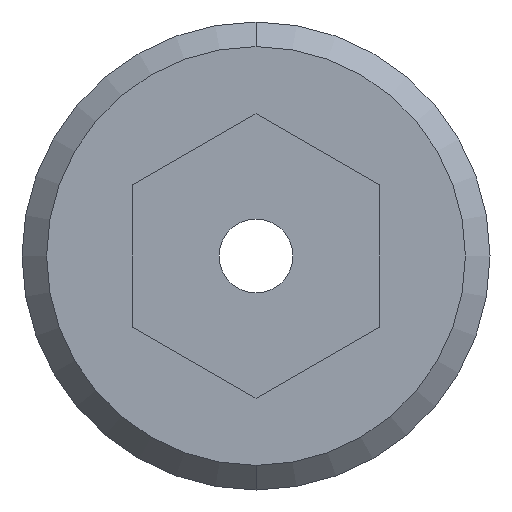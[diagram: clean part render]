
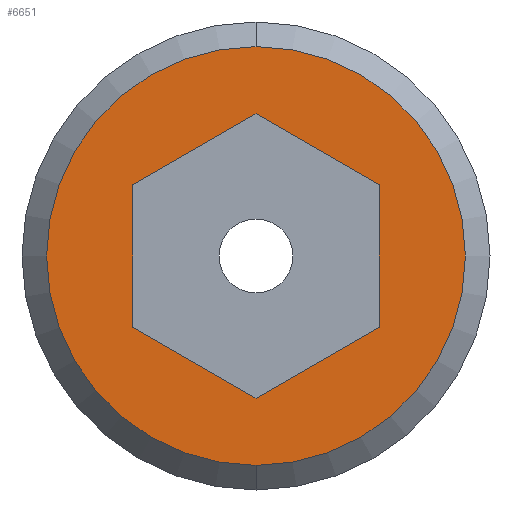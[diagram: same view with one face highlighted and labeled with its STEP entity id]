
A CAD part, left-side view. The second image highlights one B-rep face of the part: STEP entity #6651.
In plain terms, the highlighted planar face has unit normal (-1, 0, 0).
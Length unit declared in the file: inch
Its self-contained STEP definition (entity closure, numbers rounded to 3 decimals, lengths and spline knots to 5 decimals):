
#3106=CARTESIAN_POINT('',(-0.162,0.,0.));
#3107=DIRECTION('',(-1.,0.,0.));
#3108=DIRECTION('',(0.,1.,0.));
#3109=AXIS2_PLACEMENT_3D('',#3106,#3107,#3108);
#3124=DIRECTION('',(0.,0.5,0.866));
#3125=VECTOR('',#3124,0.08083);
#3126=CARTESIAN_POINT('',(-0.162,0.04041,-0.07));
#3127=LINE('',#3126,#3125);
#3128=DIRECTION('',(0.,1.,0.));
#3129=VECTOR('',#3128,0.08083);
#3130=CARTESIAN_POINT('',(-0.162,-0.04041,-0.07));
#3131=LINE('',#3130,#3129);
#3132=DIRECTION('',(0.,0.5,-0.866));
#3133=VECTOR('',#3132,0.08083);
#3134=CARTESIAN_POINT('',(-0.162,-0.08083,0.));
#3135=LINE('',#3134,#3133);
#3136=DIRECTION('',(0.,-0.5,-0.866));
#3137=VECTOR('',#3136,0.08083);
#3138=CARTESIAN_POINT('',(-0.162,-0.04041,0.07));
#3139=LINE('',#3138,#3137);
#3140=DIRECTION('',(0.,-1.,0.));
#3141=VECTOR('',#3140,0.08083);
#3142=CARTESIAN_POINT('',(-0.162,0.04041,0.07));
#3143=LINE('',#3142,#3141);
#3144=DIRECTION('',(0.,-0.5,0.866));
#3145=VECTOR('',#3144,0.08083);
#3146=CARTESIAN_POINT('',(-0.162,0.08083,0.));
#3147=LINE('',#3146,#3145);
#3148=CARTESIAN_POINT('',(-0.162,0.,0.));
#3149=DIRECTION('',(1.,0.,0.));
#3150=DIRECTION('',(0.,1.,0.));
#3151=AXIS2_PLACEMENT_3D('',#3148,#3149,#3150);
#3352=CARTESIAN_POINT('',(-0.162,0.119,0.));
#3353=CARTESIAN_POINT('',(-0.162,-0.119,0.));
#3354=VERTEX_POINT('',#3352);
#3355=VERTEX_POINT('',#3353);
#3372=CARTESIAN_POINT('',(-0.162,0.04041,-0.07));
#3373=CARTESIAN_POINT('',(-0.162,0.08083,0.));
#3374=VERTEX_POINT('',#3372);
#3375=VERTEX_POINT('',#3373);
#3376=CARTESIAN_POINT('',(-0.162,-0.04041,-0.07));
#3377=VERTEX_POINT('',#3376);
#3378=CARTESIAN_POINT('',(-0.162,-0.08083,0.));
#3379=VERTEX_POINT('',#3378);
#3380=CARTESIAN_POINT('',(-0.162,-0.04041,0.07));
#3381=VERTEX_POINT('',#3380);
#3382=CARTESIAN_POINT('',(-0.162,0.04041,0.07));
#3383=VERTEX_POINT('',#3382);
#6627=CARTESIAN_POINT('',(-0.162,0.,0.));
#6628=DIRECTION('',(1.,0.,0.));
#6629=DIRECTION('',(0.,-1.,0.));
#6630=AXIS2_PLACEMENT_3D('',#6627,#6628,#6629);
#6631=PLANE('',#6630);
#6632=ORIENTED_EDGE('',*,*,#6617,.F.);
#6634=ORIENTED_EDGE('',*,*,#6633,.T.);
#6635=EDGE_LOOP('',(#6632,#6634));
#6636=FACE_OUTER_BOUND('',#6635,.F.);
#6638=ORIENTED_EDGE('',*,*,#6637,.F.);
#6640=ORIENTED_EDGE('',*,*,#6639,.F.);
#6642=ORIENTED_EDGE('',*,*,#6641,.F.);
#6644=ORIENTED_EDGE('',*,*,#6643,.F.);
#6646=ORIENTED_EDGE('',*,*,#6645,.F.);
#6648=ORIENTED_EDGE('',*,*,#6647,.F.);
#6649=EDGE_LOOP('',(#6638,#6640,#6642,#6644,#6646,#6648));
#6650=FACE_BOUND('',#6649,.F.);
#3110=CIRCLE('',#3109,0.119);
#3152=CIRCLE('',#3151,0.119);
#6617=EDGE_CURVE('',#3354,#3355,#3110,.T.);
#6633=EDGE_CURVE('',#3354,#3355,#3152,.T.);
#6637=EDGE_CURVE('',#3374,#3375,#3127,.T.);
#6639=EDGE_CURVE('',#3377,#3374,#3131,.T.);
#6641=EDGE_CURVE('',#3379,#3377,#3135,.T.);
#6643=EDGE_CURVE('',#3381,#3379,#3139,.T.);
#6645=EDGE_CURVE('',#3383,#3381,#3143,.T.);
#6647=EDGE_CURVE('',#3375,#3383,#3147,.T.);
#6651=ADVANCED_FACE('',(#6636,#6650),#6631,.F.);
